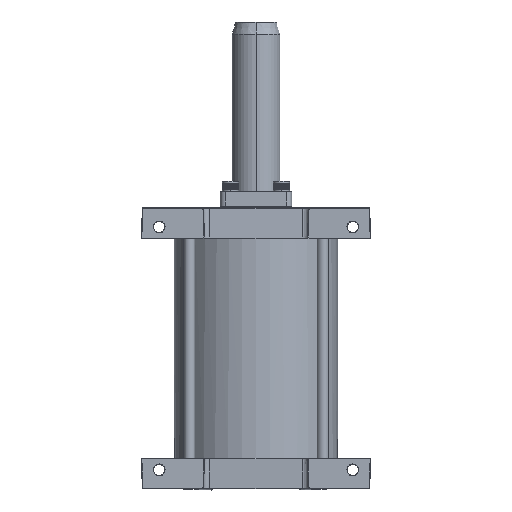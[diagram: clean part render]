
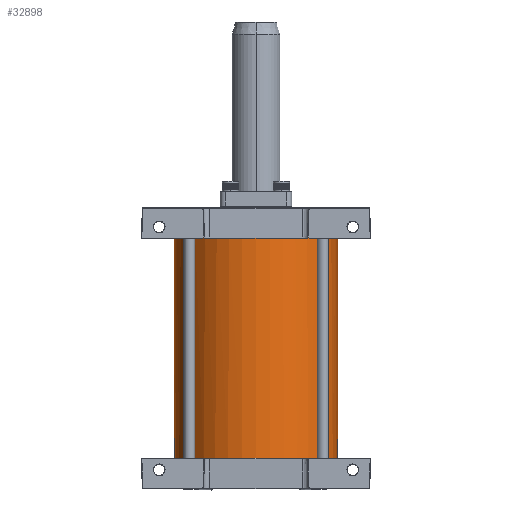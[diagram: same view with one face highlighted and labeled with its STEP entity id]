
A CAD part, front view. The second image highlights one B-rep face of the part: STEP entity #32898.
In plain terms, the highlighted cylindrical face has radius 80 mm (diameter 160 mm), a partial arc.
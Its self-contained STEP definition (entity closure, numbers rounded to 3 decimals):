
#8535 = EDGE_CURVE ( 'NONE', #57887, #57902, #50634, .T. ) ;
#8632 = EDGE_CURVE ( 'NONE', #57458, #58102, #50779, .T. ) ;
#8633 = EDGE_CURVE ( 'NONE', #57850, #39308, #18376, .T. ) ;
#8634 = EDGE_CURVE ( 'NONE', #39308, #57887, #50780, .T. ) ;
#8635 = EDGE_CURVE ( 'NONE', #57902, #39309, #32727, .T. ) ;
#8636 = EDGE_CURVE ( 'NONE', #39309, #58082, #18379, .T. ) ;
#13179 = ORIENTED_EDGE ( 'NONE', *, *, #79848, .F. ) ;
#13180 = ORIENTED_EDGE ( 'NONE', *, *, #8632, .F. ) ;
#13181 = ORIENTED_EDGE ( 'NONE', *, *, #79854, .T. ) ;
#13183 = ORIENTED_EDGE ( 'NONE', *, *, #8633, .T. ) ;
#13186 = ORIENTED_EDGE ( 'NONE', *, *, #8634, .T. ) ;
#13188 = ORIENTED_EDGE ( 'NONE', *, *, #8535, .T. ) ;
#13189 = ORIENTED_EDGE ( 'NONE', *, *, #8635, .T. ) ;
#13190 = ORIENTED_EDGE ( 'NONE', *, *, #8636, .T. ) ;
#18376 =( BOUNDED_CURVE ( )  B_SPLINE_CURVE ( 3, ( #24821, #24822, #24823, #24824 ),
 .UNSPECIFIED., .F., .F. ) 
 B_SPLINE_CURVE_WITH_KNOTS ( ( 4, 4 ),
 ( 0., 0.224 ),
 .UNSPECIFIED. ) 
 CURVE ( )  GEOMETRIC_REPRESENTATION_ITEM ( )  RATIONAL_B_SPLINE_CURVE ( ( 1., 0.996, 0.996, 1. ) ) 
 REPRESENTATION_ITEM ( '' )  );
#18379 =( BOUNDED_CURVE ( )  B_SPLINE_CURVE ( 3, ( #24831, #24832, #24833, #24834 ),
 .UNSPECIFIED., .F., .F. ) 
 B_SPLINE_CURVE_WITH_KNOTS ( ( 4, 4 ),
 ( 6.058, 6.283 ),
 .UNSPECIFIED. ) 
 CURVE ( )  GEOMETRIC_REPRESENTATION_ITEM ( )  RATIONAL_B_SPLINE_CURVE ( ( 1., 0.996, 0.996, 1. ) ) 
 REPRESENTATION_ITEM ( '' )  );
#24516 = CARTESIAN_POINT ( 'NONE',  ( 112.5, 92., 0. ) ) ;
#24517 = DIRECTION ( 'NONE',  ( 0., 0., -1. ) ) ;
#24518 = DIRECTION ( 'NONE',  ( -1., 0., 0. ) ) ;
#24818 = CARTESIAN_POINT ( 'NONE',  ( 112.5, 92., -216. ) ) ;
#24819 = DIRECTION ( 'NONE',  ( 0., 0., -1. ) ) ;
#24820 = DIRECTION ( 'NONE',  ( -1., 0., 0. ) ) ;
#24821 = CARTESIAN_POINT ( 'NONE',  ( 192.5, 92., -0.017 ) ) ;
#24822 = CARTESIAN_POINT ( 'NONE',  ( 192.5, 86.004, -0.017 ) ) ;
#24823 = CARTESIAN_POINT ( 'NONE',  ( 191.829, 80.045, -0.041 ) ) ;
#24824 = CARTESIAN_POINT ( 'NONE',  ( 190.494, 74.199, -0.087 ) ) ;
#24825 = CARTESIAN_POINT ( 'NONE',  ( 190.494, 74.199, -216. ) ) ;
#24826 = DIRECTION ( 'NONE',  ( 0., 0., 1. ) ) ;
#24827 = CARTESIAN_POINT ( 'NONE',  ( 34.522, 74.127, 0. ) ) ;
#24828 = CARTESIAN_POINT ( 'NONE',  ( 34.522, 74.127, -0.029 ) ) ;
#24829 = CARTESIAN_POINT ( 'NONE',  ( 34.522, 74.128, -0.059 ) ) ;
#24830 = CARTESIAN_POINT ( 'NONE',  ( 34.522, 74.128, -0.088 ) ) ;
#24831 = CARTESIAN_POINT ( 'NONE',  ( 34.522, 74.128, -0.088 ) ) ;
#24832 = CARTESIAN_POINT ( 'NONE',  ( 33.177, 79.996, -0.041 ) ) ;
#24833 = CARTESIAN_POINT ( 'NONE',  ( 32.5, 85.979, -0.017 ) ) ;
#24834 = CARTESIAN_POINT ( 'NONE',  ( 32.5, 92., -0.017 ) ) ;
#32585 = CARTESIAN_POINT ( 'NONE',  ( 192.5, 92., -216. ) ) ;
#32727 = B_SPLINE_CURVE_WITH_KNOTS ( 'NONE', 3,
 ( #24827, #24828, #24829, #24830 ),
 .UNSPECIFIED., .F., .F.,
 ( 4, 4 ),
 ( 1.345, 1.345 ),
 .UNSPECIFIED. ) ;
#32898 = ADVANCED_FACE ( 'NONE', ( #67252 ), #67254, .T. ) ;
#35895 = CARTESIAN_POINT ( 'NONE',  ( 32.5, 92., -216. ) ) ;
#35897 = DIRECTION ( 'NONE',  ( 0., 0., 1. ) ) ;
#35937 = CARTESIAN_POINT ( 'NONE',  ( 192.5, 92., -216. ) ) ;
#35938 = DIRECTION ( 'NONE',  ( 0., 0., 1. ) ) ;
#37125 = AXIS2_PLACEMENT_3D ( 'NONE', #70781, #70782, #70783 ) ;
#39308 = VERTEX_POINT ( 'NONE', #72545 ) ;
#39309 = VERTEX_POINT ( 'NONE', #72546 ) ;
#50634 = CIRCLE ( 'NONE', #61370, 80. ) ;
#50779 = CIRCLE ( 'NONE', #61394, 80. ) ;
#50780 = LINE ( 'NONE', #24825, #50781 ) ;
#50781 = VECTOR ( 'NONE', #24826, 1000. ) ;
#57458 = VERTEX_POINT ( 'NONE', #32585 ) ;
#57850 = VERTEX_POINT ( 'NONE', #75210 ) ;
#57887 = VERTEX_POINT ( 'NONE', #75247 ) ;
#57902 = VERTEX_POINT ( 'NONE', #75262 ) ;
#58082 = VERTEX_POINT ( 'NONE', #75442 ) ;
#58102 = VERTEX_POINT ( 'NONE', #75462 ) ;
#61370 = AXIS2_PLACEMENT_3D ( 'NONE', #24516, #24517, #24518 ) ;
#61394 = AXIS2_PLACEMENT_3D ( 'NONE', #24818, #24819, #24820 ) ;
#67252 = FACE_OUTER_BOUND ( 'NONE', #71757, .T. ) ;
#67254 = CYLINDRICAL_SURFACE ( 'NONE', #37125, 80. ) ;
#70781 = CARTESIAN_POINT ( 'NONE',  ( 112.5, 92., -216. ) ) ;
#70782 = DIRECTION ( 'NONE',  ( 0., 0., 1. ) ) ;
#70783 = DIRECTION ( 'NONE',  ( 1., 0., 0. ) ) ;
#71757 = EDGE_LOOP ( 'NONE', ( #13179, #13180, #13181, #13183, #13186, #13188, #13189, #13190 ) ) ;
#72545 = CARTESIAN_POINT ( 'NONE',  ( 190.494, 74.199, -0.087 ) ) ;
#72546 = CARTESIAN_POINT ( 'NONE',  ( 34.522, 74.128, -0.088 ) ) ;
#75210 = CARTESIAN_POINT ( 'NONE',  ( 192.5, 92., -0.017 ) ) ;
#75247 = CARTESIAN_POINT ( 'NONE',  ( 190.494, 74.199, 0. ) ) ;
#75262 = CARTESIAN_POINT ( 'NONE',  ( 34.522, 74.127, 0. ) ) ;
#75442 = CARTESIAN_POINT ( 'NONE',  ( 32.5, 92., -0.017 ) ) ;
#75462 = CARTESIAN_POINT ( 'NONE',  ( 32.5, 92., -216. ) ) ;
#79848 = EDGE_CURVE ( 'NONE', #58102, #58082, #82761, .T. ) ;
#79854 = EDGE_CURVE ( 'NONE', #57458, #57850, #82767, .T. ) ;
#82761 = LINE ( 'NONE', #35895, #82763 ) ;
#82763 = VECTOR ( 'NONE', #35897, 1000. ) ;
#82767 = LINE ( 'NONE', #35937, #82769 ) ;
#82769 = VECTOR ( 'NONE', #35938, 1000. ) ;
